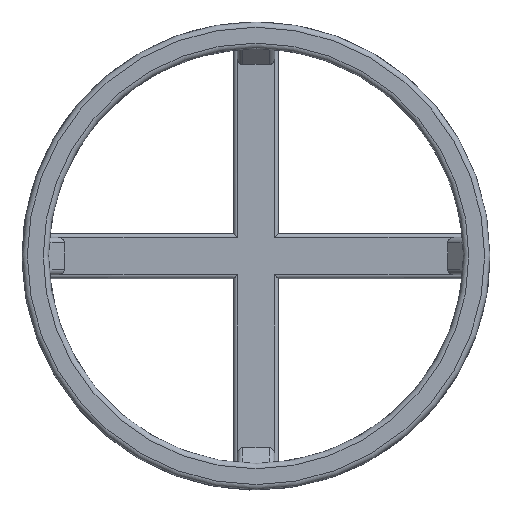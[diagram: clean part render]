
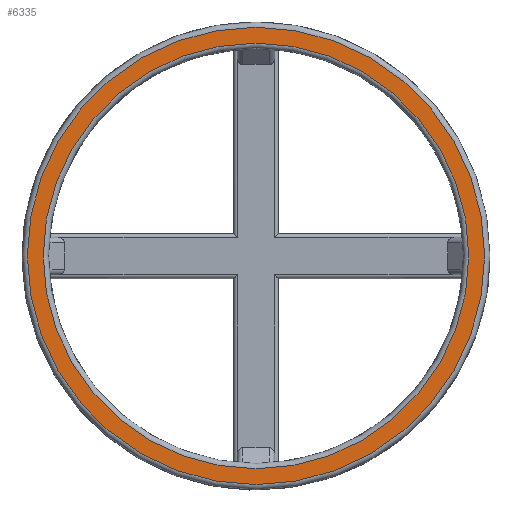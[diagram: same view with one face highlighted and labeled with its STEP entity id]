
A CAD part, top view. The second image highlights one B-rep face of the part: STEP entity #6335.
In plain terms, the highlighted planar face has unit normal (0, 0, 1).
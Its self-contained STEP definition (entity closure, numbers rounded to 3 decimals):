
#1214 = TOROIDAL_SURFACE('',#1215,40.25,1.);
#1215 = AXIS2_PLACEMENT_3D('',#1216,#1217,#1218);
#1216 = CARTESIAN_POINT('',(0.,0.,21.));
#1217 = DIRECTION('',(0.,0.,1.));
#1218 = DIRECTION('',(1.,0.,-0.));
#5094 = VERTEX_POINT('',#5095);
#5095 = CARTESIAN_POINT('',(40.25,0.,22.));
#5115 = EDGE_CURVE('',#5094,#5094,#5116,.T.);
#5116 = SURFACE_CURVE('',#5117,(#5122,#5129),.PCURVE_S1.);
#5117 = CIRCLE('',#5118,40.25);
#5118 = AXIS2_PLACEMENT_3D('',#5119,#5120,#5121);
#5119 = CARTESIAN_POINT('',(0.,0.,22.));
#5120 = DIRECTION('',(0.,0.,1.));
#5121 = DIRECTION('',(1.,0.,-0.));
#5122 = PCURVE('',#1214,#5123);
#5123 = DEFINITIONAL_REPRESENTATION('',(#5124),#5128);
#5124 = LINE('',#5125,#5126);
#5125 = CARTESIAN_POINT('',(0.,1.571));
#5126 = VECTOR('',#5127,1.);
#5127 = DIRECTION('',(1.,0.));
#5128 = ( GEOMETRIC_REPRESENTATION_CONTEXT(2) 
PARAMETRIC_REPRESENTATION_CONTEXT() REPRESENTATION_CONTEXT('2D SPACE',''
  ) );
#5129 = PCURVE('',#5130,#5135);
#5130 = PLANE('',#5131);
#5131 = AXIS2_PLACEMENT_3D('',#5132,#5133,#5134);
#5132 = CARTESIAN_POINT('',(0.,0.,22.)
  );
#5133 = DIRECTION('',(0.,0.,1.));
#5134 = DIRECTION('',(1.,0.,-0.));
#5135 = DEFINITIONAL_REPRESENTATION('',(#5136),#5140);
#5136 = CIRCLE('',#5137,40.25);
#5137 = AXIS2_PLACEMENT_2D('',#5138,#5139);
#5138 = CARTESIAN_POINT('',(0.,0.));
#5139 = DIRECTION('',(1.,0.));
#5140 = ( GEOMETRIC_REPRESENTATION_CONTEXT(2) 
PARAMETRIC_REPRESENTATION_CONTEXT() REPRESENTATION_CONTEXT('2D SPACE',''
  ) );
#6335 = ADVANCED_FACE('',(#6336,#6367),#5130,.T.);
#6336 = FACE_BOUND('',#6337,.T.);
#6337 = EDGE_LOOP('',(#6338));
#6338 = ORIENTED_EDGE('',*,*,#6339,.T.);
#6339 = EDGE_CURVE('',#6340,#6340,#6342,.T.);
#6340 = VERTEX_POINT('',#6341);
#6341 = CARTESIAN_POINT('',(43.25,0.,22.));
#6342 = SURFACE_CURVE('',#6343,(#6348,#6355),.PCURVE_S1.);
#6343 = CIRCLE('',#6344,43.25);
#6344 = AXIS2_PLACEMENT_3D('',#6345,#6346,#6347);
#6345 = CARTESIAN_POINT('',(0.,0.,22.));
#6346 = DIRECTION('',(0.,0.,1.));
#6347 = DIRECTION('',(1.,0.,-0.));
#6348 = PCURVE('',#5130,#6349);
#6349 = DEFINITIONAL_REPRESENTATION('',(#6350),#6354);
#6350 = CIRCLE('',#6351,43.25);
#6351 = AXIS2_PLACEMENT_2D('',#6352,#6353);
#6352 = CARTESIAN_POINT('',(0.,0.));
#6353 = DIRECTION('',(1.,0.));
#6354 = ( GEOMETRIC_REPRESENTATION_CONTEXT(2) 
PARAMETRIC_REPRESENTATION_CONTEXT() REPRESENTATION_CONTEXT('2D SPACE',''
  ) );
#6355 = PCURVE('',#6356,#6361);
#6356 = TOROIDAL_SURFACE('',#6357,43.25,1.);
#6357 = AXIS2_PLACEMENT_3D('',#6358,#6359,#6360);
#6358 = CARTESIAN_POINT('',(0.,0.,21.));
#6359 = DIRECTION('',(0.,0.,1.));
#6360 = DIRECTION('',(1.,0.,-0.));
#6361 = DEFINITIONAL_REPRESENTATION('',(#6362),#6366);
#6362 = LINE('',#6363,#6364);
#6363 = CARTESIAN_POINT('',(0.,1.571));
#6364 = VECTOR('',#6365,1.);
#6365 = DIRECTION('',(1.,0.));
#6366 = ( GEOMETRIC_REPRESENTATION_CONTEXT(2) 
PARAMETRIC_REPRESENTATION_CONTEXT() REPRESENTATION_CONTEXT('2D SPACE',''
  ) );
#6367 = FACE_BOUND('',#6368,.T.);
#6368 = EDGE_LOOP('',(#6369));
#6369 = ORIENTED_EDGE('',*,*,#5115,.F.);
